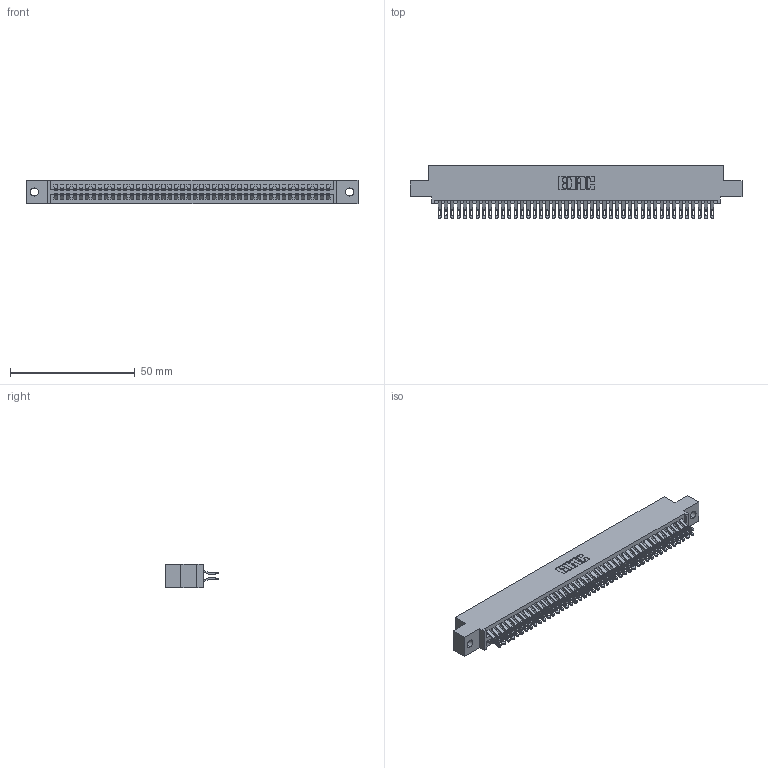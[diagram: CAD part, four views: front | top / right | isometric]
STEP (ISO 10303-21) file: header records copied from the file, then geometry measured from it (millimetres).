
FILE_DESCRIPTION (( 'STEP AP203' ), '1' );
FILE_NAME ('345-088-555-502.STEP', '2018-10-04T14:32:22', ( '' ), ( '' ), 'SwSTEP 2.0', 'SolidWorks 2016', '' );
FILE_SCHEMA (( 'CONFIG_CONTROL_DESIGN' ));
Length unit declared in the file: inch
Products named in the file (3): 345 Part_0.110 Offset - 0.128 Dia; 345-088-555-502; 345-292-001_555 Tail
Assembly tree (89 placements, depth 2):
  345-088-555-502
    345 Part_0.110 Offset - 0.128 Dia
    345-292-001_555 Tail  x88
Bounding box: 132.97 x 21.13 x 9.4 mm (x, y, z)
Volume: 13080.5 mm3; surface area: 20081.8 mm2
Topology: 89 solids, 89 shells, 5058 faces, 15929 edges, 10618 vertices
Faces by surface type: plane 2812, cylinder 2246
Entity records: 34715 total; most frequent: CARTESIAN_POINT 5854, ORIENTED_EDGE 5758, DIRECTION 5127, EDGE_CURVE 2879, VECTOR 2551, LINE 2551, VERTEX_POINT 1918, AXIS2_PLACEMENT_3D 1288
